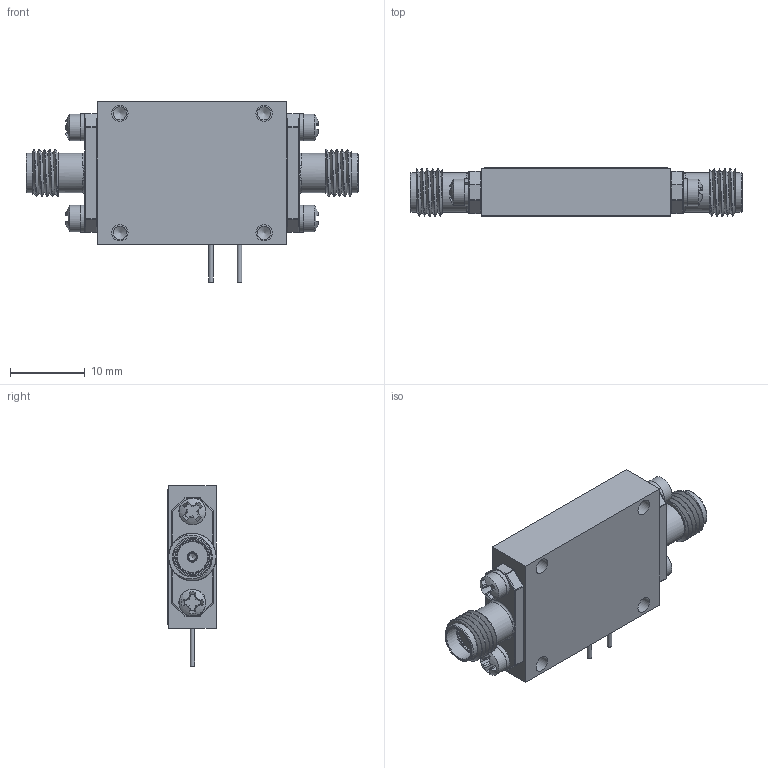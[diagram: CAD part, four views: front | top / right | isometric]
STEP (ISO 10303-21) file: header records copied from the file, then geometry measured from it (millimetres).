
FILE_DESCRIPTION (( 'STEP AP214' ), '1' );
FILE_NAME ('PEC-36-2G18G-4R5-27-15-SFF.STEP', '2025-01-20T19:18:29', ( '' ), ( '' ), 'SwSTEP 2.0', 'SolidWorks 2024', '' );
FILE_SCHEMA (( 'AUTOMOTIVE_DESIGN' ));
Length unit declared in the file: inch
Products named in the file (1): PEC-36-2G18G-4R5-27-15-SFF
Bounding box: 44.45 x 6.45 x 24.13 mm (x, y, z)
Volume: 3724.1 mm3; surface area: 3967 mm2
Topology: 20 solids, 20 shells, 565 faces, 2536 edges, 2184 vertices
Faces by surface type: plane 345, cylinder 106, torus 42, sphere 36, cone 28, bspline 8
Full cylindrical faces by diameter (mm): 0.305 x2, 0.508 x2, 0.635 x2, 0.762 x2, 1.016 x2, 1.27 x2, 1.778 x4, 2.184 x8, 2.591 x4, 3.302 x2, 3.556 x4, 4.191 x4, 4.597 x2, 5.283 x4
Entity records: 41328 total; most frequent: CARTESIAN_POINT 13895, ORIENTED_EDGE 4788, DIRECTION 3209, EDGE_CURVE 2394, VERTEX_POINT 2168, VECTOR 1333, LINE 1333, AXIS2_PLACEMENT_3D 938
